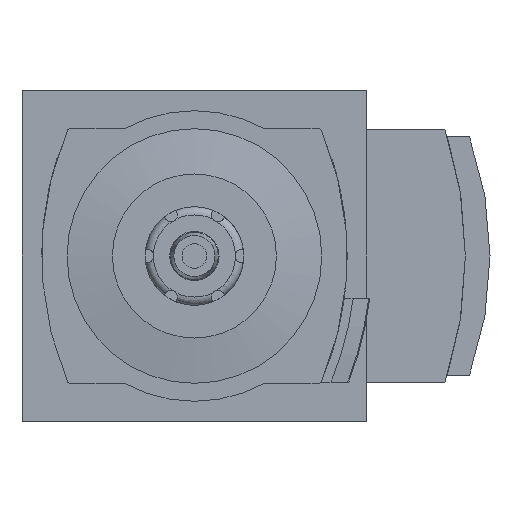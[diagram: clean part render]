
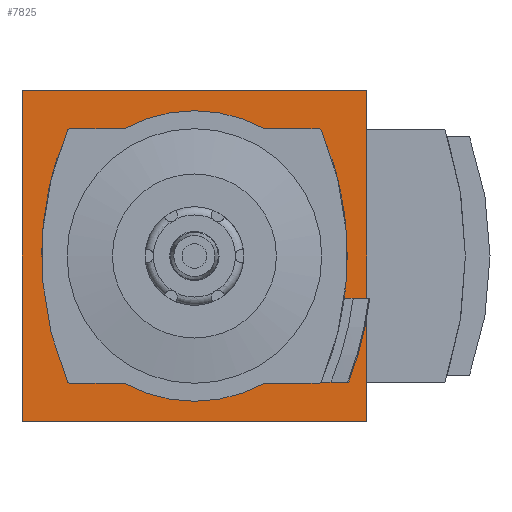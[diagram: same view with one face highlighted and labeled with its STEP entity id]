
A CAD part, front view. The second image highlights one B-rep face of the part: STEP entity #7825.
In plain terms, the highlighted planar face has unit normal (0, -1, 0).
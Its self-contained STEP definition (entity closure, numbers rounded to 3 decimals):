
#136=PLANE('',#8241);
#344=LINE('',#10461,#967);
#450=LINE('',#10683,#1073);
#465=LINE('',#10721,#1088);
#513=LINE('',#10884,#1136);
#630=LINE('',#11232,#1253);
#631=LINE('',#11236,#1254);
#632=LINE('',#11244,#1255);
#633=LINE('',#11248,#1256);
#634=LINE('',#11254,#1257);
#635=LINE('',#11258,#1258);
#967=VECTOR('',#8693,1000.);
#1073=VECTOR('',#8865,1000.);
#1088=VECTOR('',#8894,1000.);
#1136=VECTOR('',#9006,1000.);
#1253=VECTOR('',#9269,1000.);
#1254=VECTOR('',#9272,1000.);
#1255=VECTOR('',#9279,1000.);
#1256=VECTOR('',#9282,1000.);
#1257=VECTOR('',#9287,1000.);
#1258=VECTOR('',#9290,1000.);
#2146=ORIENTED_EDGE('',*,*,#3490,.F.);
#2147=ORIENTED_EDGE('',*,*,#3582,.F.);
#2148=ORIENTED_EDGE('',*,*,#3510,.F.);
#2149=ORIENTED_EDGE('',*,*,#3376,.F.);
#2150=ORIENTED_EDGE('',*,*,#3748,.T.);
#2151=ORIENTED_EDGE('',*,*,#3749,.T.);
#2152=ORIENTED_EDGE('',*,*,#3750,.T.);
#2153=ORIENTED_EDGE('',*,*,#3751,.T.);
#2154=ORIENTED_EDGE('',*,*,#3752,.T.);
#2155=ORIENTED_EDGE('',*,*,#3753,.T.);
#2156=ORIENTED_EDGE('',*,*,#3754,.T.);
#2157=ORIENTED_EDGE('',*,*,#3755,.T.);
#2158=ORIENTED_EDGE('',*,*,#3756,.T.);
#2159=ORIENTED_EDGE('',*,*,#3757,.T.);
#2160=ORIENTED_EDGE('',*,*,#3758,.T.);
#2161=ORIENTED_EDGE('',*,*,#3759,.T.);
#2162=ORIENTED_EDGE('',*,*,#3760,.T.);
#2163=ORIENTED_EDGE('',*,*,#3761,.F.);
#2164=ORIENTED_EDGE('',*,*,#3762,.T.);
#3376=EDGE_CURVE('',#4241,#4242,#344,.T.);
#3490=EDGE_CURVE('',#4324,#4241,#450,.T.);
#3510=EDGE_CURVE('',#4242,#4341,#465,.T.);
#3582=EDGE_CURVE('',#4341,#4324,#513,.T.);
#3748=EDGE_CURVE('',#4543,#4544,#4846,.T.);
#3749=EDGE_CURVE('',#4544,#4545,#630,.T.);
#3750=EDGE_CURVE('',#4545,#4546,#4847,.T.);
#3751=EDGE_CURVE('',#4546,#4547,#631,.T.);
#3752=EDGE_CURVE('',#4547,#4548,#4848,.T.);
#3753=EDGE_CURVE('',#4548,#4549,#4849,.T.);
#3754=EDGE_CURVE('',#4549,#4550,#4850,.T.);
#3755=EDGE_CURVE('',#4550,#4551,#632,.T.);
#3756=EDGE_CURVE('',#4551,#4552,#4851,.T.);
#3757=EDGE_CURVE('',#4552,#4553,#633,.T.);
#3758=EDGE_CURVE('',#4553,#4554,#4852,.T.);
#3759=EDGE_CURVE('',#4554,#4555,#4853,.T.);
#3760=EDGE_CURVE('',#4555,#4556,#634,.T.);
#3761=EDGE_CURVE('',#4557,#4556,#4854,.T.);
#3762=EDGE_CURVE('',#4557,#4543,#635,.T.);
#4241=VERTEX_POINT('',#10460);
#4242=VERTEX_POINT('',#10462);
#4324=VERTEX_POINT('',#10682);
#4341=VERTEX_POINT('',#10722);
#4543=VERTEX_POINT('',#11230);
#4544=VERTEX_POINT('',#11231);
#4545=VERTEX_POINT('',#11233);
#4546=VERTEX_POINT('',#11235);
#4547=VERTEX_POINT('',#11237);
#4548=VERTEX_POINT('',#11239);
#4549=VERTEX_POINT('',#11241);
#4550=VERTEX_POINT('',#11243);
#4551=VERTEX_POINT('',#11245);
#4552=VERTEX_POINT('',#11247);
#4553=VERTEX_POINT('',#11249);
#4554=VERTEX_POINT('',#11251);
#4555=VERTEX_POINT('',#11253);
#4556=VERTEX_POINT('',#11255);
#4557=VERTEX_POINT('',#11257);
#4846=CIRCLE('',#8242,0.3);
#4847=CIRCLE('',#8243,17.7);
#4848=CIRCLE('',#8244,0.3);
#4849=CIRCLE('',#8245,38.9);
#4850=CIRCLE('',#8246,0.3);
#4851=CIRCLE('',#8247,17.7);
#4852=CIRCLE('',#8248,0.3);
#4853=CIRCLE('',#8249,38.9);
#4854=CIRCLE('',#8250,39.95);
#5059=EDGE_LOOP('',(#2146,#2147,#2148,#2149));
#5060=EDGE_LOOP('',(#2150,#2151,#2152,#2153,#2154,#2155,#2156,#2157,#2158,
#2159,#2160,#2161,#2162,#2163,#2164));
#5429=FACE_BOUND('',#5059,.T.);
#5430=FACE_BOUND('',#5060,.T.);
#7825=ADVANCED_FACE('',(#5429,#5430),#136,.F.);
#8241=AXIS2_PLACEMENT_3D('',#11228,#9265,#9266);
#8242=AXIS2_PLACEMENT_3D('',#11229,#9267,#9268);
#8243=AXIS2_PLACEMENT_3D('',#11234,#9270,#9271);
#8244=AXIS2_PLACEMENT_3D('',#11238,#9273,#9274);
#8245=AXIS2_PLACEMENT_3D('',#11240,#9275,#9276);
#8246=AXIS2_PLACEMENT_3D('',#11242,#9277,#9278);
#8247=AXIS2_PLACEMENT_3D('',#11246,#9280,#9281);
#8248=AXIS2_PLACEMENT_3D('',#11250,#9283,#9284);
#8249=AXIS2_PLACEMENT_3D('',#11252,#9285,#9286);
#8250=AXIS2_PLACEMENT_3D('',#11256,#9288,#9289);
#8693=DIRECTION('',(0.,0.,1.));
#8865=DIRECTION('',(-1.,0.,0.));
#8894=DIRECTION('',(1.,0.,0.));
#9006=DIRECTION('',(0.,0.,-1.));
#9265=DIRECTION('',(0.,1.,0.));
#9266=DIRECTION('',(0.,0.,1.));
#9267=DIRECTION('',(0.,1.,0.));
#9268=DIRECTION('',(1.,0.,0.));
#9269=DIRECTION('',(-1.,0.,0.));
#9270=DIRECTION('',(0.,1.,0.));
#9271=DIRECTION('',(1.,0.,0.));
#9272=DIRECTION('',(-1.,0.,0.));
#9273=DIRECTION('',(0.,1.,0.));
#9274=DIRECTION('',(1.,0.,0.));
#9275=DIRECTION('',(0.,1.,0.));
#9276=DIRECTION('',(1.,0.,0.));
#9277=DIRECTION('',(0.,1.,0.));
#9278=DIRECTION('',(1.,0.,0.));
#9279=DIRECTION('',(1.,0.,0.));
#9280=DIRECTION('',(0.,1.,0.));
#9281=DIRECTION('',(1.,0.,0.));
#9282=DIRECTION('',(1.,0.,0.));
#9283=DIRECTION('',(0.,1.,0.));
#9284=DIRECTION('',(1.,0.,0.));
#9285=DIRECTION('',(0.,1.,0.));
#9286=DIRECTION('',(1.,0.,0.));
#9287=DIRECTION('',(1.,0.,0.));
#9288=DIRECTION('',(0.,-1.,0.));
#9289=DIRECTION('',(0.,0.,-1.));
#9290=DIRECTION('',(-1.,0.,0.));
#10460=CARTESIAN_POINT('',(-21.,-31.5,-20.1));
#10461=CARTESIAN_POINT('',(-21.,-31.5,-20.1));
#10462=CARTESIAN_POINT('',(-21.,-31.5,20.1));
#10682=CARTESIAN_POINT('',(21.,-31.5,-20.1));
#10683=CARTESIAN_POINT('',(21.,-31.5,-20.1));
#10721=CARTESIAN_POINT('',(-21.,-31.5,20.1));
#10722=CARTESIAN_POINT('',(21.,-31.5,20.1));
#10884=CARTESIAN_POINT('',(21.,-31.5,20.1));
#11228=CARTESIAN_POINT('',(0.,-31.5,0.));
#11229=CARTESIAN_POINT('',(15.181,-31.5,-15.2));
#11230=CARTESIAN_POINT('',(15.442,-31.5,-15.349));
#11231=CARTESIAN_POINT('',(15.181,-31.5,-15.5));
#11232=CARTESIAN_POINT('',(14.091,-31.5,-15.5));
#11233=CARTESIAN_POINT('',(8.546,-31.5,-15.5));
#11234=CARTESIAN_POINT('',(0.,-31.5,0.));
#11235=CARTESIAN_POINT('',(-8.546,-31.5,-15.5));
#11236=CARTESIAN_POINT('',(-8.546,-31.5,-15.5));
#11237=CARTESIAN_POINT('',(-15.181,-31.5,-15.5));
#11238=CARTESIAN_POINT('',(-15.181,-31.5,-15.2));
#11239=CARTESIAN_POINT('',(-15.457,-31.5,-15.318));
#11240=CARTESIAN_POINT('',(20.3,-31.5,0.));
#11241=CARTESIAN_POINT('',(-15.457,-31.5,15.318));
#11242=CARTESIAN_POINT('',(-15.181,-31.5,15.2));
#11243=CARTESIAN_POINT('',(-15.181,-31.5,15.5));
#11244=CARTESIAN_POINT('',(-15.181,-31.5,15.5));
#11245=CARTESIAN_POINT('',(-8.546,-31.5,15.5));
#11246=CARTESIAN_POINT('',(0.,-31.5,0.));
#11247=CARTESIAN_POINT('',(8.546,-31.5,15.5));
#11248=CARTESIAN_POINT('',(8.546,-31.5,15.5));
#11249=CARTESIAN_POINT('',(15.181,-31.5,15.5));
#11250=CARTESIAN_POINT('',(15.181,-31.5,15.2));
#11251=CARTESIAN_POINT('',(15.457,-31.5,15.318));
#11252=CARTESIAN_POINT('',(-20.3,-31.5,0.));
#11253=CARTESIAN_POINT('',(18.259,-31.5,-5.142));
#11254=CARTESIAN_POINT('',(17.25,-31.5,-5.142));
#11255=CARTESIAN_POINT('',(19.337,-31.5,-5.142));
#11256=CARTESIAN_POINT('',(-20.3,-31.5,-0.15));
#11257=CARTESIAN_POINT('',(16.646,-31.5,-15.349));
#11258=CARTESIAN_POINT('',(30.,-31.5,-15.349));
